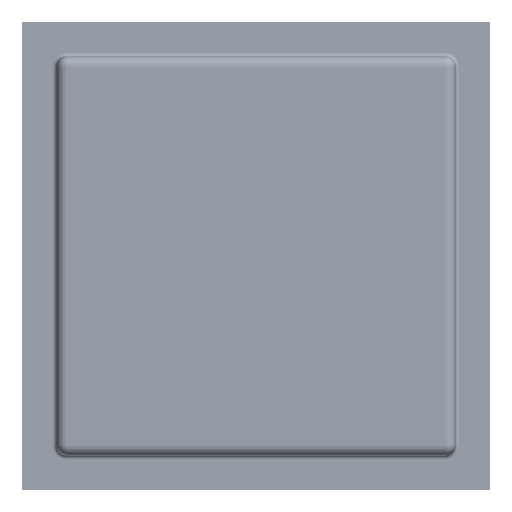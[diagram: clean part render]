
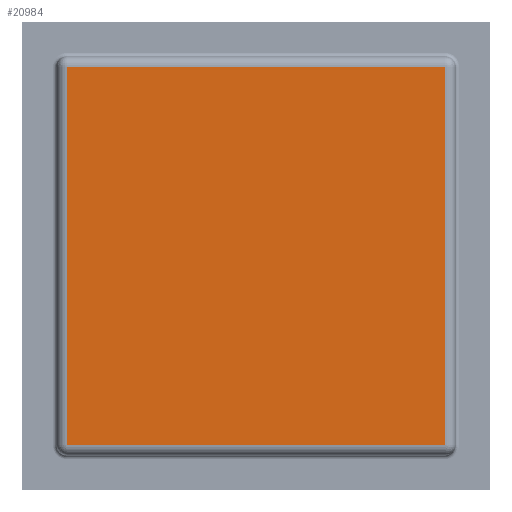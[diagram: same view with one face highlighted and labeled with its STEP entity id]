
A CAD part, top view. The second image highlights one B-rep face of the part: STEP entity #20984.
In plain terms, the highlighted planar face has unit normal (0, 0, 1).
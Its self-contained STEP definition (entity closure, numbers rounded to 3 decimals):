
#43=LINE('',#39410,#91);
#44=LINE('',#39416,#92);
#45=LINE('',#39423,#93);
#46=LINE('',#39425,#94);
#91=VECTOR('',#33739,18.6);
#92=VECTOR('',#33748,18.6);
#93=VECTOR('',#33759,18.6);
#94=VECTOR('',#33762,18.6);
#5660=FACE_OUTER_BOUND('',#8841,.T.);
#8841=EDGE_LOOP('',(#16965,#16966,#16967,#16968));
#12055=VERTEX_POINT('',#39402);
#12056=VERTEX_POINT('',#39406);
#12057=VERTEX_POINT('',#39412);
#12058=VERTEX_POINT('',#39419);
#13690=EDGE_CURVE('',#12055,#12056,#43,.T.);
#13693=EDGE_CURVE('',#12057,#12055,#44,.T.);
#13697=EDGE_CURVE('',#12056,#12058,#45,.T.);
#13698=EDGE_CURVE('',#12058,#12057,#46,.T.);
#16965=ORIENTED_EDGE('',*,*,#13690,.F.);
#16966=ORIENTED_EDGE('',*,*,#13693,.F.);
#16967=ORIENTED_EDGE('',*,*,#13698,.F.);
#16968=ORIENTED_EDGE('',*,*,#13697,.F.);
#18591=PLANE('',#25764);
#20984=ADVANCED_FACE('',(#5660),#18591,.T.);
#25764=AXIS2_PLACEMENT_3D('',#39427,#33765,#33766);
#33739=DIRECTION('',(0.,-1.,0.));
#33748=DIRECTION('',(1.,0.,0.));
#33759=DIRECTION('',(-1.,0.,0.));
#33762=DIRECTION('',(0.,1.,0.));
#33765=DIRECTION('center_axis',(0.,0.,1.));
#33766=DIRECTION('ref_axis',(1.,0.,0.));
#39402=CARTESIAN_POINT('',(9.3,9.3,3.32));
#39406=CARTESIAN_POINT('',(9.3,-9.3,3.32));
#39410=CARTESIAN_POINT('',(9.3,4.9,3.32));
#39412=CARTESIAN_POINT('',(-9.3,9.3,3.32));
#39416=CARTESIAN_POINT('',(-4.9,9.3,3.32));
#39419=CARTESIAN_POINT('',(-9.3,-9.3,3.32));
#39423=CARTESIAN_POINT('',(4.9,-9.3,3.32));
#39425=CARTESIAN_POINT('',(-9.3,-4.9,3.32));
#39427=CARTESIAN_POINT('Origin',(0.,0.,3.32));
